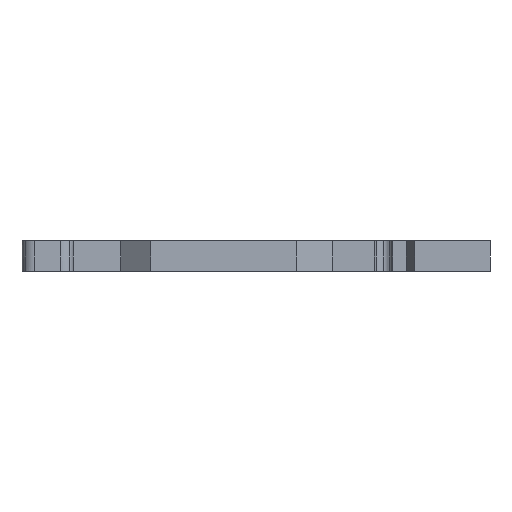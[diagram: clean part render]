
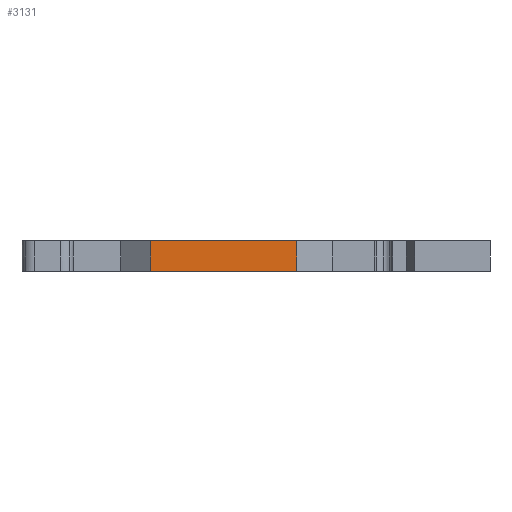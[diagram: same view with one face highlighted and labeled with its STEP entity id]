
A CAD part, left-side view. The second image highlights one B-rep face of the part: STEP entity #3131.
In plain terms, the highlighted free-form (B-spline) face has degree [1, 1] with [2, 2] control points.
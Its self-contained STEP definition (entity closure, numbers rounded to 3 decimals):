
#1678 = VERTEX_POINT('',#1679);
#1679 = CARTESIAN_POINT('',(-2.243,-5.274,
    -2.692));
#1684 = EDGE_CURVE('',#1685,#1678,#1687,.T.);
#1685 = VERTEX_POINT('',#1686);
#1686 = CARTESIAN_POINT('',(-2.243,7.692,
    -2.692));
#1687 = B_SPLINE_CURVE_WITH_KNOTS('',1,(#1688,#1689),.UNSPECIFIED.,.F.,
  .F.,(2,2),(-11.092,3.359),.PIECEWISE_BEZIER_KNOTS.);
#1688 = CARTESIAN_POINT('',(-2.243,7.692,
    -2.692));
#1689 = CARTESIAN_POINT('',(-2.243,-5.274,
    -2.692));
#2076 = VERTEX_POINT('',#2077);
#2077 = CARTESIAN_POINT('',(-2.243,7.692,
    0.));
#2082 = EDGE_CURVE('',#2076,#2083,#2085,.T.);
#2083 = VERTEX_POINT('',#2084);
#2084 = CARTESIAN_POINT('',(-2.243,-5.274,
    0.));
#2085 = B_SPLINE_CURVE_WITH_KNOTS('',1,(#2086,#2087),.UNSPECIFIED.,.F.,
  .F.,(2,2),(-11.092,3.359),.PIECEWISE_BEZIER_KNOTS.);
#2086 = CARTESIAN_POINT('',(-2.243,7.692,
    0.));
#2087 = CARTESIAN_POINT('',(-2.243,-5.274,
    0.));
#3131 = ADVANCED_FACE('',(#3132),#3146,.T.);
#3132 = FACE_BOUND('',#3133,.T.);
#3133 = EDGE_LOOP('',(#3134,#3135,#3140,#3141));
#3134 = ORIENTED_EDGE('',*,*,#2082,.F.);
#3135 = ORIENTED_EDGE('',*,*,#3136,.F.);
#3136 = EDGE_CURVE('',#1685,#2076,#3137,.T.);
#3137 = B_SPLINE_CURVE_WITH_KNOTS('',1,(#3138,#3139),.UNSPECIFIED.,.F.,
  .F.,(2,2),(-3.,0.),.PIECEWISE_BEZIER_KNOTS.);
#3138 = CARTESIAN_POINT('',(-2.243,7.692,
    -2.692));
#3139 = CARTESIAN_POINT('',(-2.243,7.692,
    0.));
#3140 = ORIENTED_EDGE('',*,*,#1684,.T.);
#3141 = ORIENTED_EDGE('',*,*,#3142,.F.);
#3142 = EDGE_CURVE('',#2083,#1678,#3143,.T.);
#3143 = B_SPLINE_CURVE_WITH_KNOTS('',1,(#3144,#3145),.UNSPECIFIED.,.F.,
  .F.,(2,2),(0.,3.),.PIECEWISE_BEZIER_KNOTS.);
#3144 = CARTESIAN_POINT('',(-2.243,-5.274,
    0.));
#3145 = CARTESIAN_POINT('',(-2.243,-5.274,
    -2.692));
#3146 = B_SPLINE_SURFACE_WITH_KNOTS('',1,1,(
    (#3147,#3148)
    ,(#3149,#3150
    )),.UNSPECIFIED.,.F.,.F.,.F.,(2,2),(2,2),(-14.619,
    -0.168),(-3.,0.),.PIECEWISE_BEZIER_KNOTS.);
#3147 = CARTESIAN_POINT('',(-2.243,7.692,
    -2.692));
#3148 = CARTESIAN_POINT('',(-2.243,7.692,
    0.));
#3149 = CARTESIAN_POINT('',(-2.243,-5.274,
    -2.692));
#3150 = CARTESIAN_POINT('',(-2.243,-5.274,
    0.));
